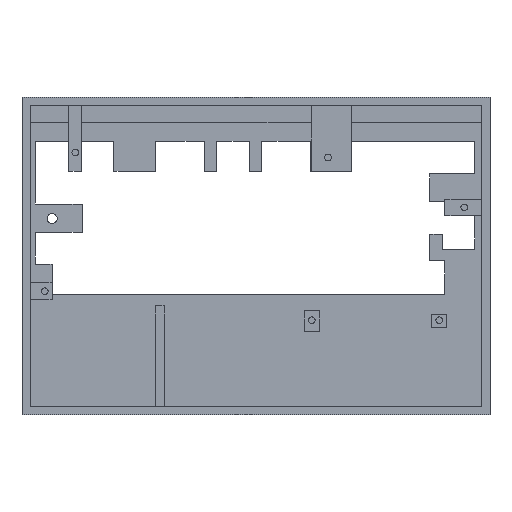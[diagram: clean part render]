
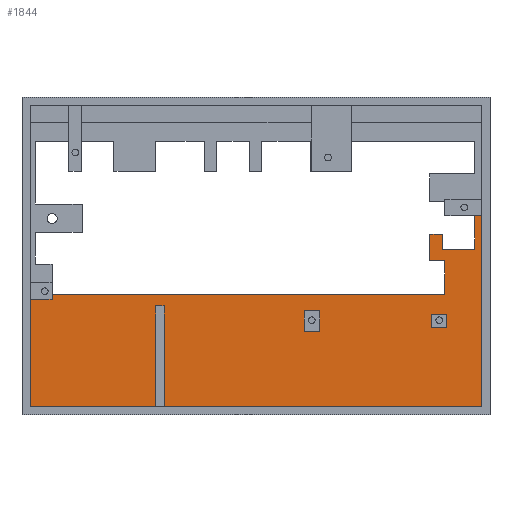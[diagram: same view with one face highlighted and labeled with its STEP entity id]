
A CAD part, front view. The second image highlights one B-rep face of the part: STEP entity #1844.
In plain terms, the highlighted planar face has unit normal (0, -1, 0).
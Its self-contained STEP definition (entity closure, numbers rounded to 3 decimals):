
#42=FACE_BOUND('',#201,.T.);
#43=FACE_BOUND('',#202,.T.);
#97=FACE_OUTER_BOUND('',#200,.T.);
#200=EDGE_LOOP('',(#1430,#1431,#1432,#1433,#1434,#1435,#1436,#1437,#1438,
#1439,#1440,#1441,#1442,#1443,#1444,#1445,#1446,#1447));
#201=EDGE_LOOP('',(#1448,#1449,#1450,#1451));
#202=EDGE_LOOP('',(#1452,#1453,#1454,#1455));
#285=LINE('',#2543,#532);
#360=LINE('',#2697,#607);
#364=LINE('',#2705,#611);
#366=LINE('',#2707,#613);
#370=LINE('',#2730,#617);
#374=LINE('',#2738,#621);
#377=LINE('',#2744,#624);
#380=LINE('',#2749,#627);
#389=LINE('',#2784,#636);
#393=LINE('',#2792,#640);
#396=LINE('',#2798,#643);
#399=LINE('',#2803,#646);
#401=LINE('',#2808,#648);
#404=LINE('',#2814,#651);
#405=LINE('',#2816,#652);
#406=LINE('',#2817,#653);
#407=LINE('',#2819,#654);
#408=LINE('',#2821,#655);
#409=LINE('',#2823,#656);
#410=LINE('',#2825,#657);
#411=LINE('',#2827,#658);
#412=LINE('',#2829,#659);
#413=LINE('',#2831,#660);
#414=LINE('',#2833,#661);
#415=LINE('',#2835,#662);
#416=LINE('',#2836,#663);
#532=VECTOR('',#2052,10.);
#607=VECTOR('',#2161,10.);
#611=VECTOR('',#2169,10.);
#613=VECTOR('',#2171,10.);
#617=VECTOR('',#2199,10.);
#621=VECTOR('',#2205,10.);
#624=VECTOR('',#2210,10.);
#627=VECTOR('',#2215,10.);
#636=VECTOR('',#2256,10.);
#640=VECTOR('',#2262,10.);
#643=VECTOR('',#2267,10.);
#646=VECTOR('',#2272,10.);
#648=VECTOR('',#2278,10.);
#651=VECTOR('',#2283,10.);
#652=VECTOR('',#2284,10.);
#653=VECTOR('',#2285,10.);
#654=VECTOR('',#2286,10.);
#655=VECTOR('',#2287,10.);
#656=VECTOR('',#2288,10.);
#657=VECTOR('',#2289,10.);
#658=VECTOR('',#2290,10.);
#659=VECTOR('',#2291,10.);
#660=VECTOR('',#2292,10.);
#661=VECTOR('',#2293,10.);
#662=VECTOR('',#2294,10.);
#663=VECTOR('',#2295,10.);
#774=VERTEX_POINT('',#2540);
#775=VERTEX_POINT('',#2542);
#836=VERTEX_POINT('',#2694);
#837=VERTEX_POINT('',#2696);
#838=VERTEX_POINT('',#2702);
#839=VERTEX_POINT('',#2704);
#845=VERTEX_POINT('',#2728);
#846=VERTEX_POINT('',#2729);
#849=VERTEX_POINT('',#2737);
#851=VERTEX_POINT('',#2743);
#861=VERTEX_POINT('',#2782);
#862=VERTEX_POINT('',#2783);
#865=VERTEX_POINT('',#2791);
#867=VERTEX_POINT('',#2797);
#869=VERTEX_POINT('',#2807);
#871=VERTEX_POINT('',#2813);
#872=VERTEX_POINT('',#2815);
#873=VERTEX_POINT('',#2818);
#874=VERTEX_POINT('',#2820);
#875=VERTEX_POINT('',#2822);
#876=VERTEX_POINT('',#2824);
#877=VERTEX_POINT('',#2826);
#878=VERTEX_POINT('',#2828);
#879=VERTEX_POINT('',#2830);
#880=VERTEX_POINT('',#2832);
#881=VERTEX_POINT('',#2834);
#953=EDGE_CURVE('',#774,#775,#285,.T.);
#1030=EDGE_CURVE('',#837,#836,#360,.T.);
#1034=EDGE_CURVE('',#839,#838,#364,.T.);
#1036=EDGE_CURVE('',#774,#837,#366,.T.);
#1045=EDGE_CURVE('',#845,#846,#370,.T.);
#1049=EDGE_CURVE('',#846,#849,#374,.T.);
#1052=EDGE_CURVE('',#849,#851,#377,.T.);
#1055=EDGE_CURVE('',#851,#845,#380,.T.);
#1070=EDGE_CURVE('',#861,#862,#389,.T.);
#1074=EDGE_CURVE('',#862,#865,#393,.T.);
#1077=EDGE_CURVE('',#865,#867,#396,.T.);
#1080=EDGE_CURVE('',#867,#861,#399,.T.);
#1082=EDGE_CURVE('',#869,#775,#401,.T.);
#1085=EDGE_CURVE('',#871,#869,#404,.T.);
#1086=EDGE_CURVE('',#836,#872,#405,.T.);
#1087=EDGE_CURVE('',#872,#839,#406,.T.);
#1088=EDGE_CURVE('',#873,#838,#407,.T.);
#1089=EDGE_CURVE('',#873,#874,#408,.T.);
#1090=EDGE_CURVE('',#874,#875,#409,.T.);
#1091=EDGE_CURVE('',#875,#876,#410,.T.);
#1092=EDGE_CURVE('',#877,#876,#411,.T.);
#1093=EDGE_CURVE('',#878,#877,#412,.T.);
#1094=EDGE_CURVE('',#879,#878,#413,.T.);
#1095=EDGE_CURVE('',#879,#880,#414,.T.);
#1096=EDGE_CURVE('',#881,#880,#415,.T.);
#1097=EDGE_CURVE('',#871,#881,#416,.T.);
#1430=ORIENTED_EDGE('',*,*,#1085,.T.);
#1431=ORIENTED_EDGE('',*,*,#1082,.T.);
#1432=ORIENTED_EDGE('',*,*,#953,.F.);
#1433=ORIENTED_EDGE('',*,*,#1036,.T.);
#1434=ORIENTED_EDGE('',*,*,#1030,.T.);
#1435=ORIENTED_EDGE('',*,*,#1086,.T.);
#1436=ORIENTED_EDGE('',*,*,#1087,.T.);
#1437=ORIENTED_EDGE('',*,*,#1034,.T.);
#1438=ORIENTED_EDGE('',*,*,#1088,.F.);
#1439=ORIENTED_EDGE('',*,*,#1089,.T.);
#1440=ORIENTED_EDGE('',*,*,#1090,.T.);
#1441=ORIENTED_EDGE('',*,*,#1091,.T.);
#1442=ORIENTED_EDGE('',*,*,#1092,.F.);
#1443=ORIENTED_EDGE('',*,*,#1093,.F.);
#1444=ORIENTED_EDGE('',*,*,#1094,.F.);
#1445=ORIENTED_EDGE('',*,*,#1095,.T.);
#1446=ORIENTED_EDGE('',*,*,#1096,.F.);
#1447=ORIENTED_EDGE('',*,*,#1097,.F.);
#1448=ORIENTED_EDGE('',*,*,#1045,.T.);
#1449=ORIENTED_EDGE('',*,*,#1049,.T.);
#1450=ORIENTED_EDGE('',*,*,#1052,.T.);
#1451=ORIENTED_EDGE('',*,*,#1055,.T.);
#1452=ORIENTED_EDGE('',*,*,#1070,.T.);
#1453=ORIENTED_EDGE('',*,*,#1074,.T.);
#1454=ORIENTED_EDGE('',*,*,#1077,.T.);
#1455=ORIENTED_EDGE('',*,*,#1080,.T.);
#1748=PLANE('',#1956);
#1844=ADVANCED_FACE('',(#97,#42,#43),#1748,.F.);
#1956=AXIS2_PLACEMENT_3D('',#2812,#2281,#2282);
#2052=DIRECTION('',(0.,0.,1.));
#2161=DIRECTION('',(0.,0.,1.));
#2169=DIRECTION('',(1.,0.,0.));
#2171=DIRECTION('',(1.,0.,0.));
#2199=DIRECTION('',(0.,0.,-1.));
#2205=DIRECTION('',(-1.,0.,0.));
#2210=DIRECTION('',(0.,0.,1.));
#2215=DIRECTION('',(1.,0.,0.));
#2256=DIRECTION('',(1.,0.,0.));
#2262=DIRECTION('',(0.,0.,-1.));
#2267=DIRECTION('',(-1.,0.,0.));
#2272=DIRECTION('',(0.,0.,1.));
#2278=DIRECTION('',(-1.,0.,0.));
#2281=DIRECTION('center_axis',(0.,1.,0.));
#2282=DIRECTION('ref_axis',(0.,0.,1.));
#2283=DIRECTION('',(0.,0.,-1.));
#2284=DIRECTION('',(1.,0.,0.));
#2285=DIRECTION('',(0.,0.,-1.));
#2286=DIRECTION('',(0.,0.,-1.));
#2287=DIRECTION('',(-1.,0.,0.));
#2288=DIRECTION('',(0.,0.,-1.));
#2289=DIRECTION('',(-1.,0.,0.));
#2290=DIRECTION('',(0.,0.,-1.));
#2291=DIRECTION('',(1.,0.,0.));
#2292=DIRECTION('',(0.,0.,1.));
#2293=DIRECTION('',(1.,0.,0.));
#2294=DIRECTION('',(0.,0.,1.));
#2295=DIRECTION('',(1.,0.,0.));
#2540=CARTESIAN_POINT('',(10.,18.,4.894));
#2542=CARTESIAN_POINT('',(10.,18.,69.));
#2543=CARTESIAN_POINT('',(10.,18.,185.));
#2694=CARTESIAN_POINT('',(85.,18.,65.));
#2696=CARTESIAN_POINT('',(85.,18.,4.894));
#2697=CARTESIAN_POINT('',(85.,18.,80.));
#2702=CARTESIAN_POINT('',(280.,18.,4.894));
#2704=CARTESIAN_POINT('',(90.,18.,4.894));
#2705=CARTESIAN_POINT('',(10.,18.,4.894));
#2707=CARTESIAN_POINT('',(10.,18.,4.894));
#2728=CARTESIAN_POINT('',(259.,18.,60.));
#2729=CARTESIAN_POINT('',(259.,18.,52.));
#2730=CARTESIAN_POINT('',(259.,18.,73.5));
#2737=CARTESIAN_POINT('',(250.,18.,52.));
#2738=CARTESIAN_POINT('',(197.5,18.,52.));
#2743=CARTESIAN_POINT('',(250.,18.,60.));
#2744=CARTESIAN_POINT('',(250.,18.,77.5));
#2749=CARTESIAN_POINT('',(202.,18.,60.));
#2782=CARTESIAN_POINT('',(174.,18.,62.));
#2783=CARTESIAN_POINT('',(183.,18.,62.));
#2784=CARTESIAN_POINT('',(164.,18.,62.));
#2791=CARTESIAN_POINT('',(183.,18.,50.));
#2792=CARTESIAN_POINT('',(183.,18.,72.5));
#2797=CARTESIAN_POINT('',(174.,18.,50.));
#2798=CARTESIAN_POINT('',(159.5,18.,50.));
#2803=CARTESIAN_POINT('',(174.,18.,78.5));
#2807=CARTESIAN_POINT('',(23.,18.,69.));
#2808=CARTESIAN_POINT('',(77.5,18.,69.));
#2812=CARTESIAN_POINT('Origin',(145.,18.,95.));
#2813=CARTESIAN_POINT('',(23.,18.,72.));
#2814=CARTESIAN_POINT('',(23.,18.,82.5));
#2815=CARTESIAN_POINT('',(90.,18.,65.));
#2816=CARTESIAN_POINT('',(117.5,18.,65.));
#2817=CARTESIAN_POINT('',(90.,18.,50.));
#2818=CARTESIAN_POINT('',(280.,18.,119.));
#2819=CARTESIAN_POINT('',(280.,18.,5.));
#2820=CARTESIAN_POINT('',(276.,18.,119.));
#2821=CARTESIAN_POINT('',(201.5,18.,119.));
#2822=CARTESIAN_POINT('',(276.,18.,99.));
#2823=CARTESIAN_POINT('',(276.,18.,106.5));
#2824=CARTESIAN_POINT('',(256.5,18.,99.));
#2825=CARTESIAN_POINT('',(258.,18.,99.));
#2826=CARTESIAN_POINT('',(256.5,18.,108.));
#2827=CARTESIAN_POINT('',(256.5,18.,99.));
#2828=CARTESIAN_POINT('',(249.,18.,108.));
#2829=CARTESIAN_POINT('',(253.5,18.,108.));
#2830=CARTESIAN_POINT('',(249.,18.,92.));
#2831=CARTESIAN_POINT('',(249.,18.,90.));
#2832=CARTESIAN_POINT('',(258.,18.,92.));
#2833=CARTESIAN_POINT('',(201.5,18.,92.));
#2834=CARTESIAN_POINT('',(258.,18.,72.));
#2835=CARTESIAN_POINT('',(258.,18.,71.));
#2836=CARTESIAN_POINT('',(79.,18.,72.));
